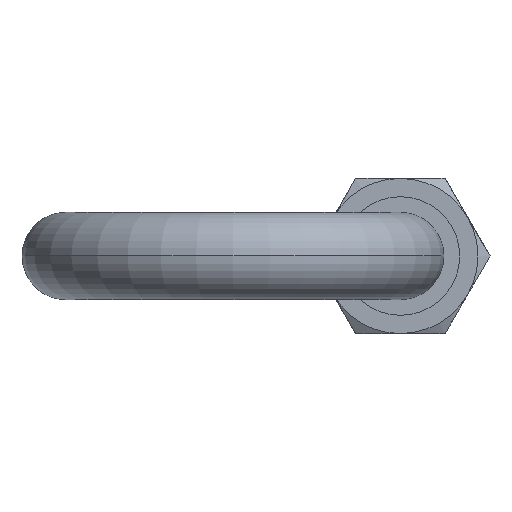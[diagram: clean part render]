
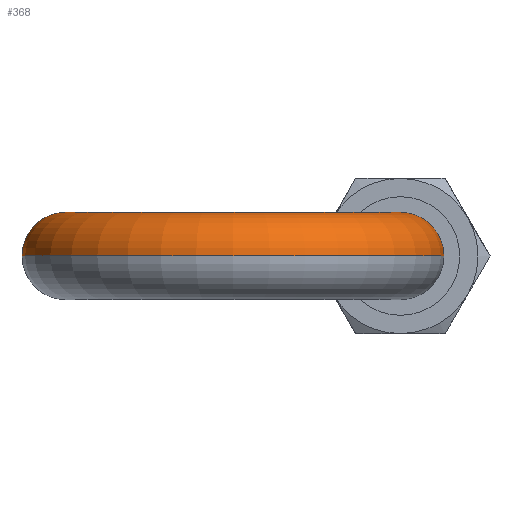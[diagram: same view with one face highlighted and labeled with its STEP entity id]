
A CAD part, front view. The second image highlights one B-rep face of the part: STEP entity #368.
In plain terms, the highlighted toroidal (fillet/blend) face has major radius 9.6 mm and minor radius 2.5 mm.
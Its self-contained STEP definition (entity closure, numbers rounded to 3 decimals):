
#64 = ORIENTED_EDGE ( 'NONE', *, *, #260, .F. ) ;
#68 = DIRECTION ( 'NONE',  ( 0., 0., 1. ) ) ;
#75 = VERTEX_POINT ( 'NONE', #1823 ) ;
#90 = AXIS2_PLACEMENT_3D ( 'NONE', #1085, #1077, #1405 ) ;
#96 = CIRCLE ( 'NONE', #90, 2.5 ) ;
#113 = CARTESIAN_POINT ( 'NONE',  ( -9.6, -13.4, 0. ) ) ;
#140 = ORIENTED_EDGE ( 'NONE', *, *, #667, .F. ) ;
#260 = EDGE_CURVE ( 'NONE', #891, #1992, #96, .T. ) ;
#291 = CARTESIAN_POINT ( 'NONE',  ( 12.1, -13.4, 0. ) ) ;
#368 = ADVANCED_FACE ( 'NONE', ( #1065 ), #1875, .T. ) ;
#652 = AXIS2_PLACEMENT_3D ( 'NONE', #1680, #1547, #734 ) ;
#667 = EDGE_CURVE ( 'NONE', #2027, #2062, #1622, .T. ) ;
#734 = DIRECTION ( 'NONE',  ( 1., 0., 0. ) ) ;
#805 = EDGE_CURVE ( 'NONE', #75, #1992, #1546, .T. ) ;
#807 = EDGE_CURVE ( 'NONE', #2062, #891, #2000, .T. ) ;
#881 = CARTESIAN_POINT ( 'NONE',  ( 9.6, -13.4, 0. ) ) ;
#891 = VERTEX_POINT ( 'NONE', #937 ) ;
#937 = CARTESIAN_POINT ( 'NONE',  ( 9.6, -13.4, 2.5 ) ) ;
#957 = DIRECTION ( 'NONE',  ( 0., -1., 0. ) ) ;
#965 = CARTESIAN_POINT ( 'NONE',  ( 0., -13.4, 0. ) ) ;
#1043 = CARTESIAN_POINT ( 'NONE',  ( -7.1, -13.4, 0. ) ) ;
#1065 = FACE_OUTER_BOUND ( 'NONE', #1851, .T. ) ;
#1077 = DIRECTION ( 'NONE',  ( 0., 1., 0. ) ) ;
#1085 = CARTESIAN_POINT ( 'NONE',  ( 9.6, -13.4, 0. ) ) ;
#1105 = DIRECTION ( 'NONE',  ( 0., 0., 1. ) ) ;
#1129 = DIRECTION ( 'NONE',  ( 1., 0., 0. ) ) ;
#1265 = ORIENTED_EDGE ( 'NONE', *, *, #805, .T. ) ;
#1378 = CARTESIAN_POINT ( 'NONE',  ( 7.1, -13.4, 0. ) ) ;
#1401 = DIRECTION ( 'NONE',  ( 1., 0., 0. ) ) ;
#1405 = DIRECTION ( 'NONE',  ( 0., 0., 1. ) ) ;
#1443 = CIRCLE ( 'NONE', #1476, 2.5 ) ;
#1476 = AXIS2_PLACEMENT_3D ( 'NONE', #113, #957, #1585 ) ;
#1546 = CIRCLE ( 'NONE', #652, 12.1 ) ;
#1547 = DIRECTION ( 'NONE',  ( 0., 0., 1. ) ) ;
#1552 = AXIS2_PLACEMENT_3D ( 'NONE', #881, #1990, #1849 ) ;
#1585 = DIRECTION ( 'NONE',  ( 0., 0., 1. ) ) ;
#1622 = CIRCLE ( 'NONE', #1655, 7.1 ) ;
#1655 = AXIS2_PLACEMENT_3D ( 'NONE', #1837, #68, #1401 ) ;
#1680 = CARTESIAN_POINT ( 'NONE',  ( 0., -13.4, 0. ) ) ;
#1788 = EDGE_CURVE ( 'NONE', #2027, #75, #1443, .T. ) ;
#1808 = ORIENTED_EDGE ( 'NONE', *, *, #1788, .T. ) ;
#1823 = CARTESIAN_POINT ( 'NONE',  ( -12.1, -13.4, 0. ) ) ;
#1837 = CARTESIAN_POINT ( 'NONE',  ( 0., -13.4, 0. ) ) ;
#1849 = DIRECTION ( 'NONE',  ( 0., 0., 1. ) ) ;
#1851 = EDGE_LOOP ( 'NONE', ( #1808, #1265, #64, #2022, #140 ) ) ;
#1875 = TOROIDAL_SURFACE ( 'NONE', #1998, 9.6, 2.5 ) ;
#1990 = DIRECTION ( 'NONE',  ( 0., 1., 0. ) ) ;
#1992 = VERTEX_POINT ( 'NONE', #291 ) ;
#1998 = AXIS2_PLACEMENT_3D ( 'NONE', #965, #1105, #1129 ) ;
#2000 = CIRCLE ( 'NONE', #1552, 2.5 ) ;
#2022 = ORIENTED_EDGE ( 'NONE', *, *, #807, .F. ) ;
#2027 = VERTEX_POINT ( 'NONE', #1043 ) ;
#2062 = VERTEX_POINT ( 'NONE', #1378 ) ;
